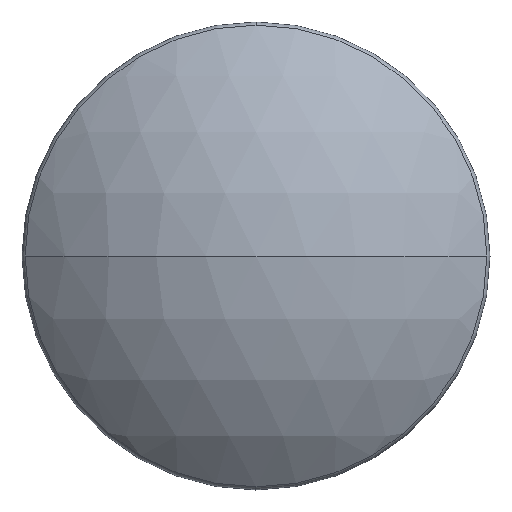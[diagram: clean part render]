
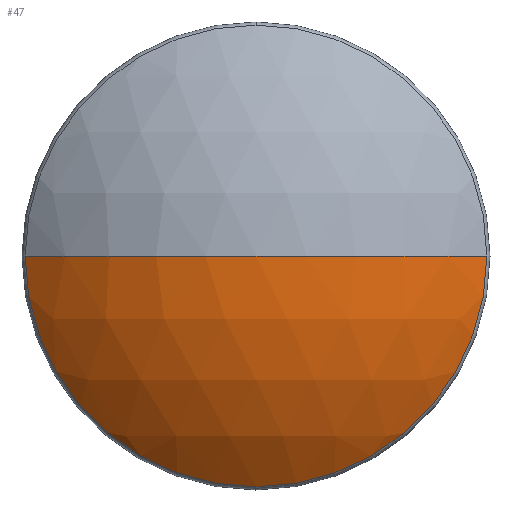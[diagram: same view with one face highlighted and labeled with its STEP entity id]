
A CAD part, left-side view. The second image highlights one B-rep face of the part: STEP entity #47.
In plain terms, the highlighted spherical face has radius 35.446 mm.
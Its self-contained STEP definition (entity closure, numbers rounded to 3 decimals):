
#3 = ORIENTED_EDGE ( 'NONE', *, *, #260, .T. ) ;
#5 = DIRECTION ( 'NONE',  ( 0., 1., 0. ) ) ;
#15 = VERTEX_POINT ( 'NONE', #384 ) ;
#23 = CIRCLE ( 'NONE', #249, 23.822 ) ;
#30 = DIRECTION ( 'NONE',  ( 0., 0., -1. ) ) ;
#36 = DIRECTION ( 'NONE',  ( -1., 0., 0. ) ) ;
#44 = CIRCLE ( 'NONE', #270, 35.446 ) ;
#47 = ADVANCED_FACE ( 'NONE', ( #57 ), #214, .T. ) ;
#57 = FACE_OUTER_BOUND ( 'NONE', #265, .T. ) ;
#78 = VERTEX_POINT ( 'NONE', #241 ) ;
#80 = VERTEX_POINT ( 'NONE', #118 ) ;
#82 = ORIENTED_EDGE ( 'NONE', *, *, #279, .T. ) ;
#100 = CIRCLE ( 'NONE', #186, 35.446 ) ;
#102 = ORIENTED_EDGE ( 'NONE', *, *, #133, .T. ) ;
#118 = CARTESIAN_POINT ( 'NONE',  ( -12., 0., 0. ) ) ;
#130 = CARTESIAN_POINT ( 'NONE',  ( 23.446, 0., 0. ) ) ;
#133 = EDGE_CURVE ( 'NONE', #15, #200, #199, .T. ) ;
#149 = CARTESIAN_POINT ( 'NONE',  ( 23.446, 0., 0. ) ) ;
#150 = DIRECTION ( 'NONE',  ( 0., 1., 0. ) ) ;
#165 = AXIS2_PLACEMENT_3D ( 'NONE', #338, #273, #184 ) ;
#171 = ORIENTED_EDGE ( 'NONE', *, *, #388, .F. ) ;
#184 = DIRECTION ( 'NONE',  ( 0., 0., 1. ) ) ;
#186 = AXIS2_PLACEMENT_3D ( 'NONE', #236, #328, #198 ) ;
#198 = DIRECTION ( 'NONE',  ( 1., 0., 0. ) ) ;
#199 = CIRCLE ( 'NONE', #165, 23.822 ) ;
#200 = VERTEX_POINT ( 'NONE', #395 ) ;
#214 = SPHERICAL_SURFACE ( 'NONE', #217, 35.446 ) ;
#217 = AXIS2_PLACEMENT_3D ( 'NONE', #149, #30, #150 ) ;
#236 = CARTESIAN_POINT ( 'NONE',  ( 23.446, 0., 0. ) ) ;
#241 = CARTESIAN_POINT ( 'NONE',  ( -2.801, 23.822, 0. ) ) ;
#249 = AXIS2_PLACEMENT_3D ( 'NONE', #349, #36, #374 ) ;
#250 = DIRECTION ( 'NONE',  ( 0., 0., -1. ) ) ;
#260 = EDGE_CURVE ( 'NONE', #200, #80, #44, .T. ) ;
#265 = EDGE_LOOP ( 'NONE', ( #82, #102, #3, #171 ) ) ;
#270 = AXIS2_PLACEMENT_3D ( 'NONE', #130, #250, #5 ) ;
#273 = DIRECTION ( 'NONE',  ( -1., 0., 0. ) ) ;
#279 = EDGE_CURVE ( 'NONE', #78, #15, #23, .T. ) ;
#328 = DIRECTION ( 'NONE',  ( 0., 0., 1. ) ) ;
#338 = CARTESIAN_POINT ( 'NONE',  ( -2.801, 0., 0. ) ) ;
#349 = CARTESIAN_POINT ( 'NONE',  ( -2.801, 0., 0. ) ) ;
#374 = DIRECTION ( 'NONE',  ( 0., 0., 1. ) ) ;
#384 = CARTESIAN_POINT ( 'NONE',  ( -2.801, 0., -23.822 ) ) ;
#388 = EDGE_CURVE ( 'NONE', #78, #80, #100, .T. ) ;
#395 = CARTESIAN_POINT ( 'NONE',  ( -2.801, -23.822, 0. ) ) ;
